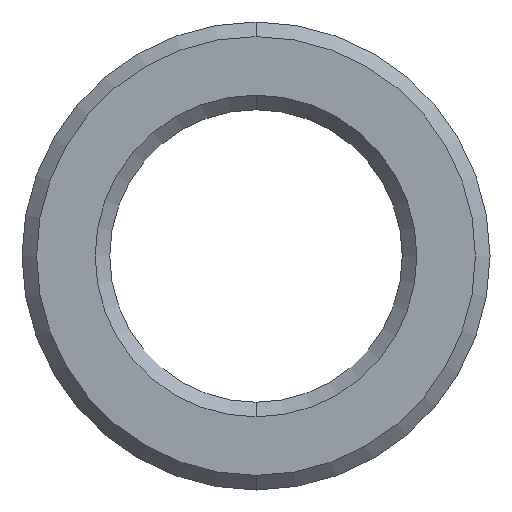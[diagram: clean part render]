
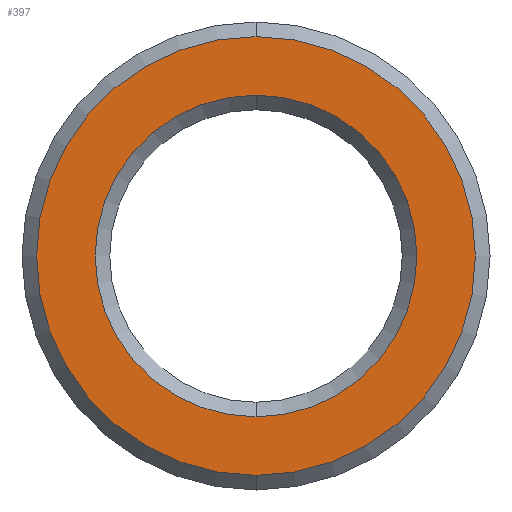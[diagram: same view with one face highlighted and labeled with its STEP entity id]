
A CAD part, front view. The second image highlights one B-rep face of the part: STEP entity #397.
In plain terms, the highlighted planar face has unit normal (0, -1, 0).
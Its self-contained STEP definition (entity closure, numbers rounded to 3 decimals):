
#19 = CARTESIAN_POINT ( 'NONE',  ( 0., -1.25, 2.75 ) ) ;
#20 = ORIENTED_EDGE ( 'NONE', *, *, #43, .T. ) ;
#22 = FACE_OUTER_BOUND ( 'NONE', #169, .T. ) ;
#39 = AXIS2_PLACEMENT_3D ( 'NONE', #80, #49, #171 ) ;
#43 = EDGE_CURVE ( 'NONE', #266, #186, #108, .T. ) ;
#44 = CARTESIAN_POINT ( 'NONE',  ( 0., -1.25, -3.75 ) ) ;
#49 = DIRECTION ( 'NONE',  ( 0., 1., 0. ) ) ;
#50 = EDGE_CURVE ( 'NONE', #188, #296, #217, .T. ) ;
#52 = DIRECTION ( 'NONE',  ( 0., 0., 1. ) ) ;
#74 = ORIENTED_EDGE ( 'NONE', *, *, #396, .T. ) ;
#75 = CARTESIAN_POINT ( 'NONE',  ( 0., -1.25, 0. ) ) ;
#80 = CARTESIAN_POINT ( 'NONE',  ( 0., -1.25, 0. ) ) ;
#100 = ORIENTED_EDGE ( 'NONE', *, *, #342, .T. ) ;
#108 = CIRCLE ( 'NONE', #329, 3.75 ) ;
#115 = PLANE ( 'NONE',  #372 ) ;
#126 = EDGE_LOOP ( 'NONE', ( #320, #100 ) ) ;
#145 = DIRECTION ( 'NONE',  ( 0., 0., 1. ) ) ;
#169 = EDGE_LOOP ( 'NONE', ( #20, #74 ) ) ;
#171 = DIRECTION ( 'NONE',  ( 0., 0., 1. ) ) ;
#172 = DIRECTION ( 'NONE',  ( 0., -1., 0. ) ) ;
#177 = CARTESIAN_POINT ( 'NONE',  ( 0., -1.25, 0. ) ) ;
#184 = AXIS2_PLACEMENT_3D ( 'NONE', #75, #197, #270 ) ;
#186 = VERTEX_POINT ( 'NONE', #44 ) ;
#188 = VERTEX_POINT ( 'NONE', #384 ) ;
#192 = CARTESIAN_POINT ( 'NONE',  ( 0., -1.25, 3.75 ) ) ;
#197 = DIRECTION ( 'NONE',  ( 0., 1., 0. ) ) ;
#205 = DIRECTION ( 'NONE',  ( 0., -1., 0. ) ) ;
#217 = CIRCLE ( 'NONE', #39, 2.75 ) ;
#235 = AXIS2_PLACEMENT_3D ( 'NONE', #177, #172, #394 ) ;
#242 = DIRECTION ( 'NONE',  ( 0., 1., 0. ) ) ;
#263 = CIRCLE ( 'NONE', #235, 3.75 ) ;
#266 = VERTEX_POINT ( 'NONE', #192 ) ;
#270 = DIRECTION ( 'NONE',  ( 0., 0., 1. ) ) ;
#290 = CIRCLE ( 'NONE', #184, 2.75 ) ;
#296 = VERTEX_POINT ( 'NONE', #19 ) ;
#307 = CARTESIAN_POINT ( 'NONE',  ( 0., -1.25, 0. ) ) ;
#320 = ORIENTED_EDGE ( 'NONE', *, *, #50, .T. ) ;
#329 = AXIS2_PLACEMENT_3D ( 'NONE', #393, #205, #145 ) ;
#334 = FACE_BOUND ( 'NONE', #126, .T. ) ;
#342 = EDGE_CURVE ( 'NONE', #296, #188, #290, .T. ) ;
#372 = AXIS2_PLACEMENT_3D ( 'NONE', #307, #242, #52 ) ;
#384 = CARTESIAN_POINT ( 'NONE',  ( 0., -1.25, -2.75 ) ) ;
#393 = CARTESIAN_POINT ( 'NONE',  ( 0., -1.25, 0. ) ) ;
#394 = DIRECTION ( 'NONE',  ( 0., 0., 1. ) ) ;
#396 = EDGE_CURVE ( 'NONE', #186, #266, #263, .T. ) ;
#397 = ADVANCED_FACE ( 'NONE', ( #334, #22 ), #115, .F. ) ;
